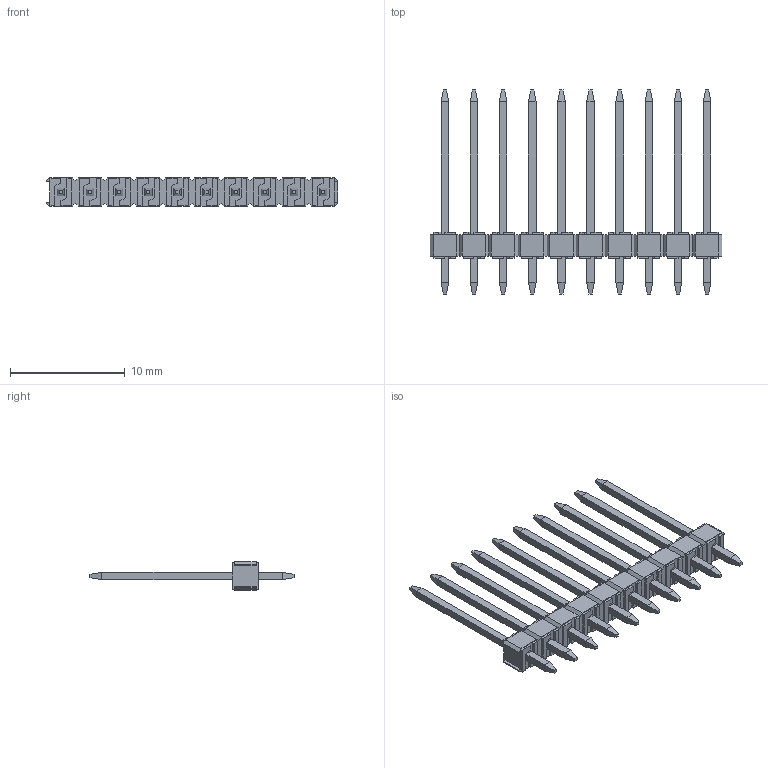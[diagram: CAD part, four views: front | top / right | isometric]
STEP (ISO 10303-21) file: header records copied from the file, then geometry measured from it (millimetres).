
FILE_DESCRIPTION((''),'2;1');
FILE_NAME('423751863','2015-04-13T',('me'),(''),'PRO/ENGINEER BY PARAMETRIC TECHNOLOGY CORPORATION, 2011490','PRO/ENGINEER BY PARAMETRIC TECHNOLOGY CORPORATION, 2011490','');
FILE_SCHEMA(('CONFIG_CONTROL_DESIGN'));
Length unit declared in the file: inch
Products named in the file (1): 423751863
Bounding box: 25.4 x 17.78 x 2.49 mm (x, y, z)
Volume: 190.1 mm3; surface area: 684.7 mm2
Topology: 1 solids, 1 shells, 532 faces, 1358 edges, 884 vertices
Faces by surface type: plane 492, cylinder 40
Entity records: 15749 total; most frequent: CARTESIAN_POINT 2755, ORIENTED_EDGE 2676, DIRECTION 2524, EDGE_CURVE 1338, VECTOR 1258, LINE 1258, VERTEX_POINT 864, AXIS2_PLACEMENT_3D 633
